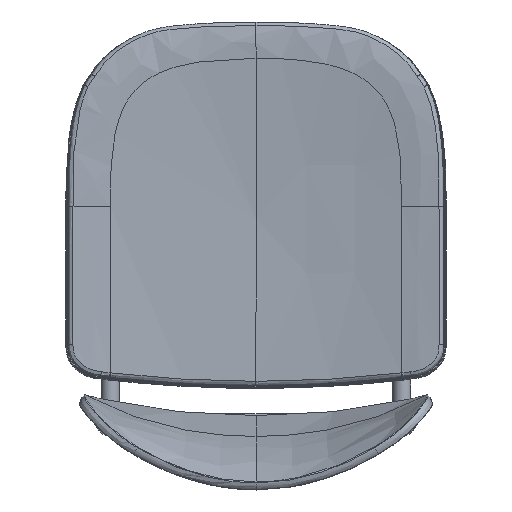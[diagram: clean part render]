
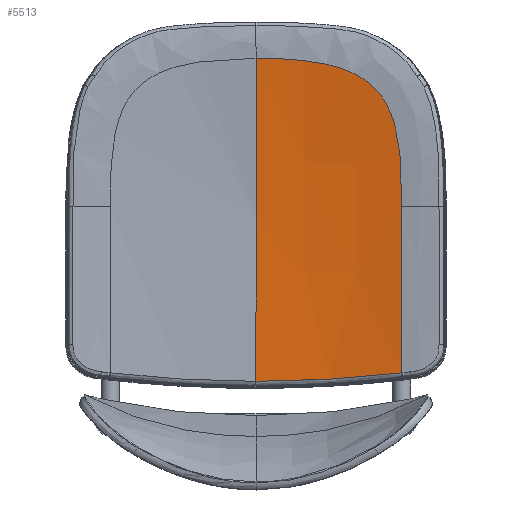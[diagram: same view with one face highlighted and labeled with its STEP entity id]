
A CAD part, top view. The second image highlights one B-rep face of the part: STEP entity #5513.
In plain terms, the highlighted free-form (B-spline) face has degree [3, 3] with [4, 4] control points.
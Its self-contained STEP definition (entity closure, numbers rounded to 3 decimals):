
#502=B_SPLINE_CURVE_WITH_KNOTS('',3,(#41007,#41008,#41009,#41010,#41011,
#41012,#41013,#41014,#41015,#41016,#41017,#41018,#41019,#41020,#41021,#41022,
#41023,#41024,#41025,#41026,#41027,#41028,#41029,#41030,#41031,#41032,#41033,
#41034,#41035,#41036,#41037,#41038,#41039,#41040),.UNSPECIFIED.,.F.,.F.,
(4,2,2,2,2,2,2,2,2,2,2,2,2,2,2,2,4),(-16.129,-16.123,
-14.779,-13.436,-12.765,-11.422,
-10.751,-9.407,-8.736,-7.392,
-6.72,-5.376,-4.704,-3.361,
-2.689,-1.345,0.),.UNSPECIFIED.);
#503=B_SPLINE_CURVE_WITH_KNOTS('',3,(#41079,#41080,#41081,#41082,#41083,
#41084),.UNSPECIFIED.,.F.,.F.,(4,2,4),(-0.012,0.,
0.),.UNSPECIFIED.);
#531=B_SPLINE_CURVE_WITH_KNOTS('',3,(#48706,#48707,#48708,#48709),
 .UNSPECIFIED.,.F.,.F.,(4,4),(-0.057,0.),.UNSPECIFIED.);
#532=B_SPLINE_CURVE_WITH_KNOTS('',3,(#48727,#48728,#48729,#48730),
 .UNSPECIFIED.,.F.,.F.,(4,4),(-182.922,-0.001),
 .UNSPECIFIED.);
#533=B_SPLINE_CURVE_WITH_KNOTS('',3,(#48732,#48733,#48734,#48735,#48736,
#48737,#48738,#48739,#48740,#48741,#48742,#48743,#48744,#48745,#48746,#48747,
#48748,#48749,#48750,#48751,#48752,#48753),.UNSPECIFIED.,.F.,.F.,(4,3,3,
3,3,3,3,4),(-276.477,-236.98,-197.483,-157.986,
-118.489,-78.992,-39.495,0.),.UNSPECIFIED.);
#534=B_SPLINE_CURVE_WITH_KNOTS('',3,(#48754,#48755,#48756,#48757),
 .UNSPECIFIED.,.F.,.F.,(4,4),(13.611,370.165),
 .UNSPECIFIED.);
#762=B_SPLINE_SURFACE_WITH_KNOTS('',3,3,((#48710,#48711,#48712,#48713),
(#48714,#48715,#48716,#48717),(#48718,#48719,#48720,#48721),(#48722,#48723,
#48724,#48725)),.UNSPECIFIED.,.F.,.F.,.F.,(4,4),(4,4),(13.611,
370.166),(6.63,170.992),.UNSPECIFIED.);
#1345=FACE_OUTER_BOUND('',#1710,.T.);
#1710=EDGE_LOOP('',(#5013,#5014,#5015,#5016,#5017,#5018));
#2669=VERTEX_POINT('',#40737);
#2670=VERTEX_POINT('',#41005);
#2671=VERTEX_POINT('',#41077);
#2683=VERTEX_POINT('',#43672);
#2695=VERTEX_POINT('',#48726);
#2696=VERTEX_POINT('',#48731);
#3441=EDGE_CURVE('',#2670,#2669,#502,.T.);
#3443=EDGE_CURVE('',#2671,#2670,#503,.T.);
#3483=EDGE_CURVE('',#2683,#2671,#531,.T.);
#3484=EDGE_CURVE('',#2683,#2695,#532,.T.);
#3485=EDGE_CURVE('',#2695,#2696,#533,.T.);
#3486=EDGE_CURVE('',#2669,#2696,#534,.T.);
#5013=ORIENTED_EDGE('',*,*,#3441,.F.);
#5014=ORIENTED_EDGE('',*,*,#3443,.F.);
#5015=ORIENTED_EDGE('',*,*,#3483,.F.);
#5016=ORIENTED_EDGE('',*,*,#3484,.T.);
#5017=ORIENTED_EDGE('',*,*,#3485,.T.);
#5018=ORIENTED_EDGE('',*,*,#3486,.F.);
#5513=ADVANCED_FACE('',(#1345),#762,.T.);
#40737=CARTESIAN_POINT('',(-137.608,0.001,442.652));
#41005=CARTESIAN_POINT('',(-128.407,-159.326,456.364));
#41007=CARTESIAN_POINT('Ctrl Pts',(-128.407,-159.326,456.364));
#41008=CARTESIAN_POINT('Ctrl Pts',(-128.41,-159.306,
456.36));
#41009=CARTESIAN_POINT('Ctrl Pts',(-128.412,-159.285,
456.356));
#41010=CARTESIAN_POINT('Ctrl Pts',(-128.92,-154.911,455.57));
#41011=CARTESIAN_POINT('Ctrl Pts',(-129.405,-150.549,
454.822));
#41012=CARTESIAN_POINT('Ctrl Pts',(-130.335,-141.808,
453.396));
#41013=CARTESIAN_POINT('Ctrl Pts',(-130.78,-137.43,452.718));
#41014=CARTESIAN_POINT('Ctrl Pts',(-131.416,-130.851,
451.752));
#41015=CARTESIAN_POINT('Ctrl Pts',(-131.623,-128.656,
451.438));
#41016=CARTESIAN_POINT('Ctrl Pts',(-132.228,-122.067,
450.523));
#41017=CARTESIAN_POINT('Ctrl Pts',(-132.611,-117.667,
449.948));
#41018=CARTESIAN_POINT('Ctrl Pts',(-133.154,-111.058,
449.135));
#41019=CARTESIAN_POINT('Ctrl Pts',(-133.329,-108.854,
448.873));
#41020=CARTESIAN_POINT('Ctrl Pts',(-133.841,-102.235,
448.111));
#41021=CARTESIAN_POINT('Ctrl Pts',(-134.161,-97.817,
447.636));
#41022=CARTESIAN_POINT('Ctrl Pts',(-134.609,-91.183,
446.974));
#41023=CARTESIAN_POINT('Ctrl Pts',(-134.753,-88.97,
446.762));
#41024=CARTESIAN_POINT('Ctrl Pts',(-135.17,-82.327,
446.15));
#41025=CARTESIAN_POINT('Ctrl Pts',(-135.427,-77.896,
445.775));
#41026=CARTESIAN_POINT('Ctrl Pts',(-135.78,-71.241,
445.261));
#41027=CARTESIAN_POINT('Ctrl Pts',(-135.892,-69.022,
445.098));
#41028=CARTESIAN_POINT('Ctrl Pts',(-136.214,-62.361,
444.633));
#41029=CARTESIAN_POINT('Ctrl Pts',(-136.406,-57.917,
444.355));
#41030=CARTESIAN_POINT('Ctrl Pts',(-136.664,-51.246,
443.986));
#41031=CARTESIAN_POINT('Ctrl Pts',(-136.744,-49.022,443.871));
#41032=CARTESIAN_POINT('Ctrl Pts',(-136.969,-42.347,
443.55));
#41033=CARTESIAN_POINT('Ctrl Pts',(-137.098,-37.894,
443.367));
#41034=CARTESIAN_POINT('Ctrl Pts',(-137.259,-31.212,
443.14));
#41035=CARTESIAN_POINT('Ctrl Pts',(-137.307,-28.984,
443.072));
#41036=CARTESIAN_POINT('Ctrl Pts',(-137.436,-22.298,
442.89));
#41037=CARTESIAN_POINT('Ctrl Pts',(-137.501,-17.84,
442.801));
#41038=CARTESIAN_POINT('Ctrl Pts',(-137.586,-8.921,
442.681));
#41039=CARTESIAN_POINT('Ctrl Pts',(-137.608,-4.46,
442.652));
#41040=CARTESIAN_POINT('Ctrl Pts',(-137.608,-0.001,
442.652));
#41077=CARTESIAN_POINT('',(-128.394,-159.441,456.384));
#41079=CARTESIAN_POINT('Ctrl Pts',(-128.394,-159.441,
456.384));
#41080=CARTESIAN_POINT('Ctrl Pts',(-128.398,-159.403,
456.378));
#41081=CARTESIAN_POINT('Ctrl Pts',(-128.403,-159.366,
456.371));
#41082=CARTESIAN_POINT('Ctrl Pts',(-128.407,-159.328,
456.364));
#41083=CARTESIAN_POINT('Ctrl Pts',(-128.407,-159.327,
456.364));
#41084=CARTESIAN_POINT('Ctrl Pts',(-128.407,-159.326,456.364));
#43672=CARTESIAN_POINT('',(-128.33,-159.994,456.484));
#48706=CARTESIAN_POINT('Ctrl Pts',(-128.33,-159.994,
456.484));
#48707=CARTESIAN_POINT('Ctrl Pts',(-128.351,-159.81,
456.451));
#48708=CARTESIAN_POINT('Ctrl Pts',(-128.373,-159.625,
456.417));
#48709=CARTESIAN_POINT('Ctrl Pts',(-128.394,-159.441,
456.384));
#48710=CARTESIAN_POINT('Ctrl Pts',(-137.421,-160.986,
456.64));
#48711=CARTESIAN_POINT('Ctrl Pts',(-137.547,-109.617,
447.317));
#48712=CARTESIAN_POINT('Ctrl Pts',(-137.606,-55.962,
442.649));
#48713=CARTESIAN_POINT('Ctrl Pts',(-137.608,-0.001,
442.652));
#48714=CARTESIAN_POINT('Ctrl Pts',(-17.57,-161.443,
457.018));
#48715=CARTESIAN_POINT('Ctrl Pts',(-17.736,-109.687,
447.46));
#48716=CARTESIAN_POINT('Ctrl Pts',(-17.828,-55.882,442.676));
#48717=CARTESIAN_POINT('Ctrl Pts',(-17.825,-0.001,
442.678));
#48718=CARTESIAN_POINT('Ctrl Pts',(101.275,-160.021,457.64));
#48719=CARTESIAN_POINT('Ctrl Pts',(100.537,-109.466,448.638));
#48720=CARTESIAN_POINT('Ctrl Pts',(100.147,-56.13,444.124));
#48721=CARTESIAN_POINT('Ctrl Pts',(100.156,-0.001,
444.129));
#48722=CARTESIAN_POINT('Ctrl Pts',(216.973,-157.694,468.239));
#48723=CARTESIAN_POINT('Ctrl Pts',(216.897,-109.103,461.261));
#48724=CARTESIAN_POINT('Ctrl Pts',(216.844,-56.535,457.757));
#48725=CARTESIAN_POINT('Ctrl Pts',(216.851,-0.001,
457.763));
#48726=CARTESIAN_POINT('',(54.195,-160.,458.912));
#48727=CARTESIAN_POINT('Ctrl Pts',(-128.33,-159.994,
456.484));
#48728=CARTESIAN_POINT('Ctrl Pts',(-67.48,-159.968,
456.646));
#48729=CARTESIAN_POINT('Ctrl Pts',(-6.64,-159.962,
457.019));
#48730=CARTESIAN_POINT('Ctrl Pts',(54.195,-160.,458.912));
#48731=CARTESIAN_POINT('',(216.851,-0.001,457.763));
#48732=CARTESIAN_POINT('Ctrl Pts',(54.195,-160.,458.912));
#48733=CARTESIAN_POINT('Ctrl Pts',(72.611,-160.016,459.486));
#48734=CARTESIAN_POINT('Ctrl Pts',(89.151,-159.695,460.082));
#48735=CARTESIAN_POINT('Ctrl Pts',(103.92,-158.568,460.58));
#48736=CARTESIAN_POINT('Ctrl Pts',(118.689,-157.44,461.077));
#48737=CARTESIAN_POINT('Ctrl Pts',(131.687,-155.506,461.477));
#48738=CARTESIAN_POINT('Ctrl Pts',(143.067,-152.439,461.711));
#48739=CARTESIAN_POINT('Ctrl Pts',(154.448,-149.373,461.946));
#48740=CARTESIAN_POINT('Ctrl Pts',(164.21,-145.174,462.016));
#48741=CARTESIAN_POINT('Ctrl Pts',(172.547,-139.631,461.921));
#48742=CARTESIAN_POINT('Ctrl Pts',(180.883,-134.089,461.826));
#48743=CARTESIAN_POINT('Ctrl Pts',(187.793,-127.201,461.566));
#48744=CARTESIAN_POINT('Ctrl Pts',(193.483,-118.825,461.195));
#48745=CARTESIAN_POINT('Ctrl Pts',(199.172,-110.45,460.824));
#48746=CARTESIAN_POINT('Ctrl Pts',(203.641,-100.585,460.341));
#48747=CARTESIAN_POINT('Ctrl Pts',(207.089,-89.117,459.844));
#48748=CARTESIAN_POINT('Ctrl Pts',(210.537,-77.65,459.347));
#48749=CARTESIAN_POINT('Ctrl Pts',(212.964,-64.579,458.836));
#48750=CARTESIAN_POINT('Ctrl Pts',(214.541,-49.777,458.439));
#48751=CARTESIAN_POINT('Ctrl Pts',(216.118,-34.976,458.043));
#48752=CARTESIAN_POINT('Ctrl Pts',(216.845,-18.444,457.762));
#48753=CARTESIAN_POINT('Ctrl Pts',(216.851,-0.001,
457.763));
#48754=CARTESIAN_POINT('Ctrl Pts',(-137.608,-0.001,
442.652));
#48755=CARTESIAN_POINT('Ctrl Pts',(-17.825,-0.001,
442.678));
#48756=CARTESIAN_POINT('Ctrl Pts',(100.156,-0.001,
444.129));
#48757=CARTESIAN_POINT('Ctrl Pts',(216.851,-0.001,
457.763));
